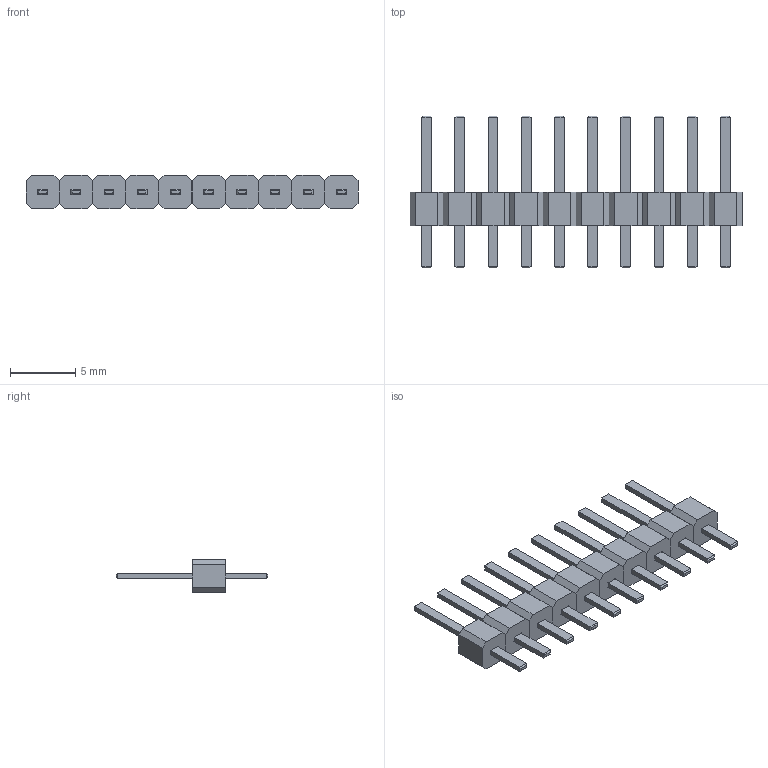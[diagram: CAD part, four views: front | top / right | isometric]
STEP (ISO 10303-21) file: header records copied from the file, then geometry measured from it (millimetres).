
FILE_DESCRIPTION(/* description */ (''),/* implementation_level */ '2;1');
FILE_NAME(/* name */ '1x10.stp',/* time_stamp */ '2014-07-19T19:41:44-04:00',/* author */ ('Admin'),/* organization */ (''),/* preprocessor_version */ 'ST-DEVELOPER v15.6',/* originating_system */ 'Autodesk Inventor 2015',/* authorisation */ '');
FILE_SCHEMA (('AUTOMOTIVE_DESIGN { 1 0 10303 214 3 1 1 }'));
Length unit declared in the file: millimetre
Products named in the file (4): Holder; Pin; 1x1; 1x10
Bounding box: 25.4 x 11.61 x 2.54 mm (x, y, z)
Volume: 183.6 mm3; surface area: 684.5 mm2
Topology: 20 solids, 20 shells, 280 faces, 640 edges, 400 vertices
Faces by surface type: plane 280
Entity records: 932 total; most frequent: DIRECTION 152, CARTESIAN_POINT 148, ORIENTED_EDGE 128, LINE 64, VECTOR 64, EDGE_CURVE 64, AXIS2_PLACEMENT_3D 44, VERTEX_POINT 40
